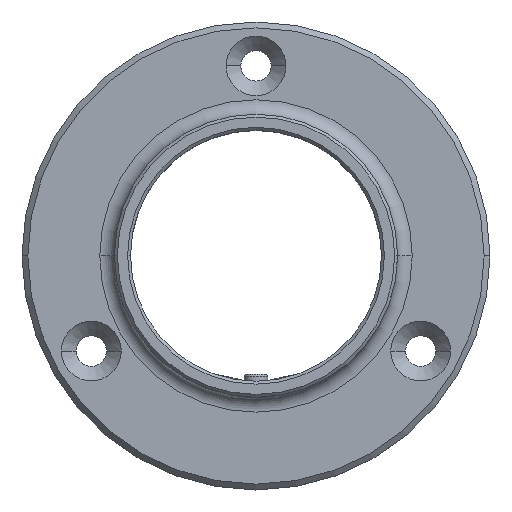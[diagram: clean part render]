
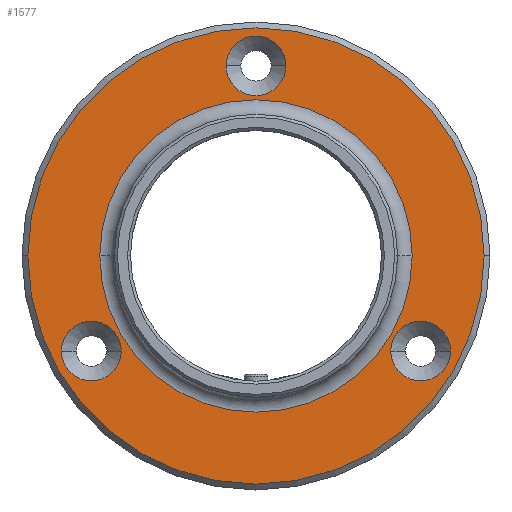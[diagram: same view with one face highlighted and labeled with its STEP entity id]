
A CAD part, top view. The second image highlights one B-rep face of the part: STEP entity #1577.
In plain terms, the highlighted planar face has unit normal (0, 0, 1).
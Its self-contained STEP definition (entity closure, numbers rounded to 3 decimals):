
#47 = CARTESIAN_POINT ( 'NONE',  ( 26.7, 0., 5. ) ) ;
#48 = ORIENTED_EDGE ( 'NONE', *, *, #404, .T. ) ;
#117 = EDGE_CURVE ( 'NONE', #187, #221, #1312, .T. ) ;
#149 = ORIENTED_EDGE ( 'NONE', *, *, #1731, .T. ) ;
#159 = CIRCLE ( 'NONE', #1011, 5.1 ) ;
#168 = ORIENTED_EDGE ( 'NONE', *, *, #2082, .F. ) ;
#179 = DIRECTION ( 'NONE',  ( 0., 0., 1. ) ) ;
#182 = FACE_BOUND ( 'NONE', #1600, .T. ) ;
#187 = VERTEX_POINT ( 'NONE', #525 ) ;
#202 = VERTEX_POINT ( 'NONE', #47 ) ;
#221 = VERTEX_POINT ( 'NONE', #1937 ) ;
#243 = CIRCLE ( 'NONE', #3012, 5.1 ) ;
#273 = CARTESIAN_POINT ( 'NONE',  ( 39., 0., 5. ) ) ;
#279 = VERTEX_POINT ( 'NONE', #2972 ) ;
#358 = DIRECTION ( 'NONE',  ( 1., 0., 0. ) ) ;
#386 = DIRECTION ( 'NONE',  ( 1., 0., 0. ) ) ;
#398 = VERTEX_POINT ( 'NONE', #2956 ) ;
#404 = EDGE_CURVE ( 'NONE', #1451, #202, #995, .T. ) ;
#525 = CARTESIAN_POINT ( 'NONE',  ( 5.1, 32.5, 5. ) ) ;
#566 = DIRECTION ( 'NONE',  ( 0., 0., -1. ) ) ;
#616 = AXIS2_PLACEMENT_3D ( 'NONE', #2354, #2370, #3063 ) ;
#636 = CIRCLE ( 'NONE', #2393, 26.7 ) ;
#665 = AXIS2_PLACEMENT_3D ( 'NONE', #2421, #1427, #759 ) ;
#673 = FACE_BOUND ( 'NONE', #1932, .T. ) ;
#718 = ORIENTED_EDGE ( 'NONE', *, *, #1237, .T. ) ;
#721 = CIRCLE ( 'NONE', #965, 5.1 ) ;
#756 = EDGE_LOOP ( 'NONE', ( #168, #1238 ) ) ;
#759 = DIRECTION ( 'NONE',  ( 1., 0., 0. ) ) ;
#761 = CARTESIAN_POINT ( 'NONE',  ( 0., 32.5, 5. ) ) ;
#788 = DIRECTION ( 'NONE',  ( 0., 0., 1. ) ) ;
#874 = DIRECTION ( 'NONE',  ( 0., 0., -1. ) ) ;
#912 = CARTESIAN_POINT ( 'NONE',  ( 0., 0., 5. ) ) ;
#927 = FACE_OUTER_BOUND ( 'NONE', #1087, .T. ) ;
#965 = AXIS2_PLACEMENT_3D ( 'NONE', #1834, #3050, #2077 ) ;
#995 = CIRCLE ( 'NONE', #2759, 26.7 ) ;
#1011 = AXIS2_PLACEMENT_3D ( 'NONE', #2350, #179, #1094 ) ;
#1080 = CARTESIAN_POINT ( 'NONE',  ( 33.246, -16.25, 5. ) ) ;
#1087 = EDGE_LOOP ( 'NONE', ( #1830, #149 ) ) ;
#1094 = DIRECTION ( 'NONE',  ( 1., 0., 0. ) ) ;
#1143 = DIRECTION ( 'NONE',  ( 1., 0., 0. ) ) ;
#1237 = EDGE_CURVE ( 'NONE', #202, #1451, #636, .T. ) ;
#1238 = ORIENTED_EDGE ( 'NONE', *, *, #2068, .F. ) ;
#1312 = CIRCLE ( 'NONE', #1707, 5.1 ) ;
#1329 = VERTEX_POINT ( 'NONE', #2760 ) ;
#1336 = DIRECTION ( 'NONE',  ( 0., 0., 1. ) ) ;
#1394 = FACE_BOUND ( 'NONE', #756, .T. ) ;
#1427 = DIRECTION ( 'NONE',  ( 0., 0., 1. ) ) ;
#1444 = ORIENTED_EDGE ( 'NONE', *, *, #117, .F. ) ;
#1451 = VERTEX_POINT ( 'NONE', #2234 ) ;
#1577 = ADVANCED_FACE ( 'NONE', ( #927, #2057, #182, #1394, #673 ), #1879, .T. ) ;
#1598 = CARTESIAN_POINT ( 'NONE',  ( -28.146, -16.25, 5. ) ) ;
#1600 = EDGE_LOOP ( 'NONE', ( #1854, #2870 ) ) ;
#1604 = AXIS2_PLACEMENT_3D ( 'NONE', #2031, #2993, #2772 ) ;
#1617 = DIRECTION ( 'NONE',  ( 0., 0., 1. ) ) ;
#1642 = EDGE_CURVE ( 'NONE', #2145, #2274, #2428, .T. ) ;
#1668 = AXIS2_PLACEMENT_3D ( 'NONE', #912, #1617, #1143 ) ;
#1688 = EDGE_CURVE ( 'NONE', #279, #1872, #721, .T. ) ;
#1707 = AXIS2_PLACEMENT_3D ( 'NONE', #2515, #1336, #358 ) ;
#1711 = DIRECTION ( 'NONE',  ( 1., 0., 0. ) ) ;
#1731 = EDGE_CURVE ( 'NONE', #2274, #2145, #2275, .T. ) ;
#1755 = CARTESIAN_POINT ( 'NONE',  ( 0., 0., 5. ) ) ;
#1777 = CARTESIAN_POINT ( 'NONE',  ( 0., 0., 5. ) ) ;
#1830 = ORIENTED_EDGE ( 'NONE', *, *, #1642, .T. ) ;
#1834 = CARTESIAN_POINT ( 'NONE',  ( 28.146, -16.25, 5. ) ) ;
#1854 = ORIENTED_EDGE ( 'NONE', *, *, #2572, .F. ) ;
#1872 = VERTEX_POINT ( 'NONE', #1080 ) ;
#1879 = PLANE ( 'NONE',  #1668 ) ;
#1932 = EDGE_LOOP ( 'NONE', ( #1444, #2606 ) ) ;
#1937 = CARTESIAN_POINT ( 'NONE',  ( -5.1, 32.5, 5. ) ) ;
#2031 = CARTESIAN_POINT ( 'NONE',  ( 28.146, -16.25, 5. ) ) ;
#2045 = DIRECTION ( 'NONE',  ( 1., 0., 0. ) ) ;
#2046 = EDGE_LOOP ( 'NONE', ( #718, #48 ) ) ;
#2052 = DIRECTION ( 'NONE',  ( 0., 0., 1. ) ) ;
#2057 = FACE_BOUND ( 'NONE', #2046, .T. ) ;
#2068 = EDGE_CURVE ( 'NONE', #1329, #398, #2566, .T. ) ;
#2077 = DIRECTION ( 'NONE',  ( 1., 0., 0. ) ) ;
#2082 = EDGE_CURVE ( 'NONE', #398, #1329, #159, .T. ) ;
#2145 = VERTEX_POINT ( 'NONE', #2177 ) ;
#2177 = CARTESIAN_POINT ( 'NONE',  ( -39., 0., 5. ) ) ;
#2234 = CARTESIAN_POINT ( 'NONE',  ( -26.7, 0., 5. ) ) ;
#2274 = VERTEX_POINT ( 'NONE', #273 ) ;
#2275 = CIRCLE ( 'NONE', #665, 39. ) ;
#2350 = CARTESIAN_POINT ( 'NONE',  ( -28.146, -16.25, 5. ) ) ;
#2354 = CARTESIAN_POINT ( 'NONE',  ( 0., 0., 5. ) ) ;
#2370 = DIRECTION ( 'NONE',  ( 0., 0., 1. ) ) ;
#2393 = AXIS2_PLACEMENT_3D ( 'NONE', #1777, #874, #2045 ) ;
#2409 = CIRCLE ( 'NONE', #1604, 5.1 ) ;
#2421 = CARTESIAN_POINT ( 'NONE',  ( 0., 0., 5. ) ) ;
#2428 = CIRCLE ( 'NONE', #616, 39. ) ;
#2499 = DIRECTION ( 'NONE',  ( 1., 0., 0. ) ) ;
#2515 = CARTESIAN_POINT ( 'NONE',  ( 0., 32.5, 5. ) ) ;
#2566 = CIRCLE ( 'NONE', #3071, 5.1 ) ;
#2572 = EDGE_CURVE ( 'NONE', #1872, #279, #2409, .T. ) ;
#2606 = ORIENTED_EDGE ( 'NONE', *, *, #2811, .F. ) ;
#2759 = AXIS2_PLACEMENT_3D ( 'NONE', #1755, #566, #2499 ) ;
#2760 = CARTESIAN_POINT ( 'NONE',  ( -33.246, -16.25, 5. ) ) ;
#2772 = DIRECTION ( 'NONE',  ( 1., 0., 0. ) ) ;
#2811 = EDGE_CURVE ( 'NONE', #221, #187, #243, .T. ) ;
#2870 = ORIENTED_EDGE ( 'NONE', *, *, #1688, .F. ) ;
#2956 = CARTESIAN_POINT ( 'NONE',  ( -23.046, -16.25, 5. ) ) ;
#2972 = CARTESIAN_POINT ( 'NONE',  ( 23.046, -16.25, 5. ) ) ;
#2993 = DIRECTION ( 'NONE',  ( 0., 0., 1. ) ) ;
#3012 = AXIS2_PLACEMENT_3D ( 'NONE', #761, #788, #1711 ) ;
#3050 = DIRECTION ( 'NONE',  ( 0., 0., 1. ) ) ;
#3063 = DIRECTION ( 'NONE',  ( 1., 0., 0. ) ) ;
#3071 = AXIS2_PLACEMENT_3D ( 'NONE', #1598, #2052, #386 ) ;
